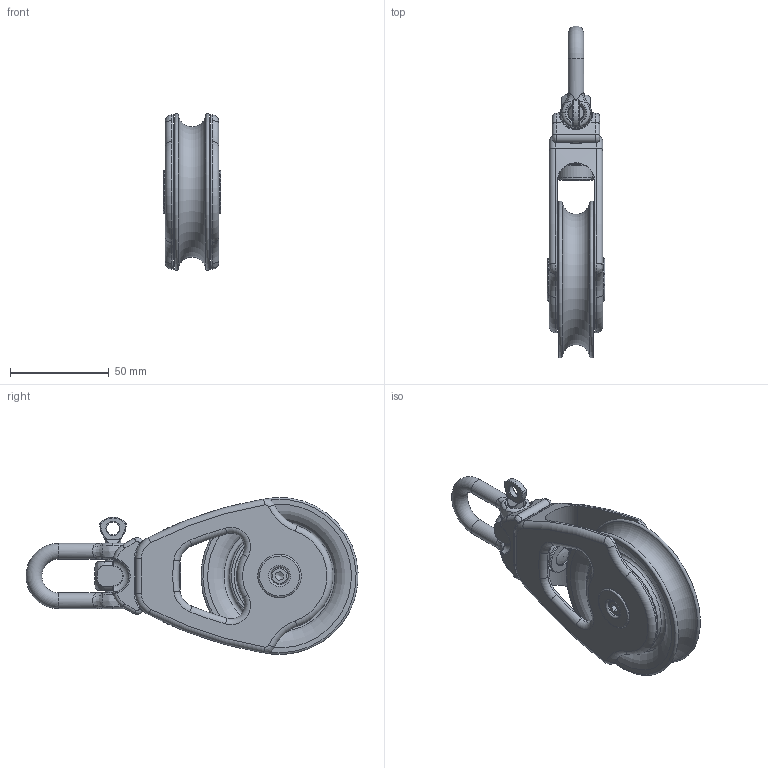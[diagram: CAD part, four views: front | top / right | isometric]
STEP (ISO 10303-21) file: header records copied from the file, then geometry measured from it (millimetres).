
FILE_DESCRIPTION(/* description */ (''),/* implementation_level */ '2;1');
FILE_NAME(/* name */ '00801.stp',/* time_stamp */ '2020-05-04T16:28:28+02:00',/* author */ ('francesca'),/* organization */ (''),/* preprocessor_version */ 'ST-DEVELOPER v18.1',/* originating_system */ 'Autodesk Inventor 2021',/* authorisation */ '');
FILE_SCHEMA (('AUTOMOTIVE_DESIGN { 1 0 10303 214 3 1 1 }'));
Length unit declared in the file: millimetre
Products named in the file (1): 17022719
Bounding box: 29 x 167.95 x 79.41 mm (x, y, z)
Volume: 131110.5 mm3; surface area: 71828.2 mm2
Topology: 73 solids, 73 shells, 563 faces, 1447 edges, 921 vertices
Faces by surface type: cylinder 149, plane 124, torus 111, bspline 91, sphere 56, cone 32
Full cylindrical faces by diameter (mm): 2 x1, 4 x1, 4.134 x1, 5 x1, 5.2 x3, 6.5 x1, 6.75 x1, 7.5 x1, 8 x3, 8.1 x1, 8.2 x1, 8.5 x2, 9 x3, 9.3 x1, 9.9 x1, 10.1 x1, 10.4 x2, 15.8 x2, 16 x3, 17.9 x2, 18 x2, 19 x1, 19.9 x1, 20 x1, 21.8 x2, 22 x1, 29.9 x1, 30 x1, 36.4 x4, 46.4 x4
Entity records: 19630 total; most frequent: CARTESIAN_POINT 6460, DIRECTION 2807, ORIENTED_EDGE 2652, EDGE_CURVE 1326, AXIS2_PLACEMENT_3D 1261, VERTEX_POINT 921, CIRCLE 777, EDGE_LOOP 619
